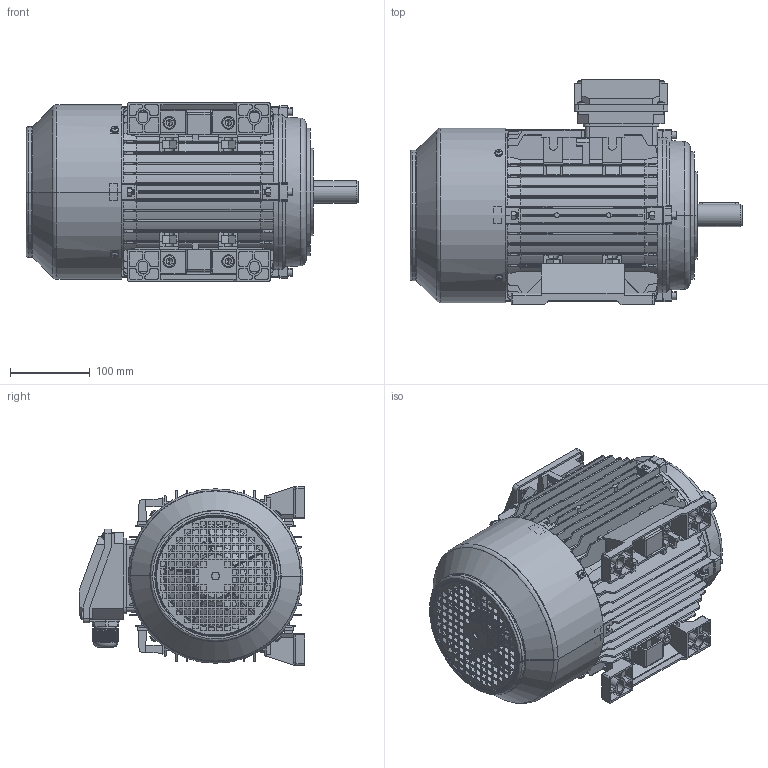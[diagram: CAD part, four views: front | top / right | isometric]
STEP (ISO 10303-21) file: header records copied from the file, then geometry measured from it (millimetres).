
FILE_DESCRIPTION (( 'STEP AP203' ), '1' );
FILE_NAME ('TA112 B34.STEP', '2017-02-20T05:54:02', ( 'Users' ), ( 'Microsoft' ), 'SwSTEP 2.0', 'SolidWorks 2008', '' );
FILE_SCHEMA (( 'CONFIG_CONTROL_DESIGN' ));
Length unit declared in the file: millimetre
Products named in the file (17): T112机壳_默认; TA100-132斜接线盒盖_默认; MS112 风叶_默认; T112转轴(加长)_默认; Cross recessed thread forming screws GB_GB_CROSS_SCREWS_TYPE138 M5X12-N; Hexagon nuts grade C GB_GB_FASTENER_NUT_SNC1 M6-N; TA112 B34; T112底脚_默认; T112加深后盖_默认; TA112风罩（加长）_默认; T100-132斜接线盒座_默认; Plain parallel keys_GB_CONNECTING_PIECE_KEYS_CSK 8X50; 112-132出线螺套_默认; Hexagon nuts grade C GB_GB_FASTENER_NUT_SNC1 M10-N; Hexagon socket head cap screws GB_GB_FASTENER_SCREWS_HSHCS M10X25-N; Hexagon socket head cap screws GB_GB_FASTENER_SCREWS_HSHCS M6X30-N; TA112B14法兰1_默认
Assembly tree (45 placements, depth 2):
  TA112 B34
    Hexagon socket head cap screws GB_GB_FASTENER_SCREWS_HSHCS M10X25-N  x4
    Hexagon nuts grade C GB_GB_FASTENER_NUT_SNC1 M10-N  x4
    Hexagon nuts grade C GB_GB_FASTENER_NUT_SNC1 M6-N  x8
    Hexagon socket head cap screws GB_GB_FASTENER_SCREWS_HSHCS M6X30-N  x8
    MS112 风叶_默认
    112-132出线螺套_默认  x2
    T112底脚_默认  x2
    Cross recessed thread forming screws GB_GB_CROSS_SCREWS_TYPE138 M5X12-N  x8
    T112转轴(加长)_默认
    Plain parallel keys_GB_CONNECTING_PIECE_KEYS_CSK 8X50
    TA100-132斜接线盒盖_默认
    T100-132斜接线盒座_默认
    TA112风罩（加长）_默认
    T112机壳_默认
    T112加深后盖_默认
    TA112B14法兰1_默认
Bounding box: 417 x 283 x 224 mm (x, y, z)
Volume: 2297001.1 mm3; surface area: 1320137 mm2
Topology: 45 solids, 45 shells, 4489 faces, 12292 edges, 7957 vertices
Faces by surface type: plane 2828, cylinder 1129, cone 277, torus 163, sphere 64, bspline 28
Entity records: 121913 total; most frequent: CARTESIAN_POINT 29750, ORIENTED_EDGE 19526, DIRECTION 17570, EDGE_CURVE 9763, VERTEX_POINT 6361, VECTOR 6350, LINE 6350, AXIS2_PLACEMENT_3D 5610
